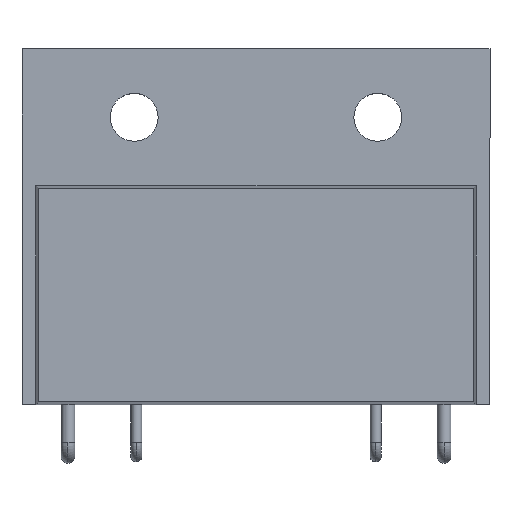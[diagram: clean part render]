
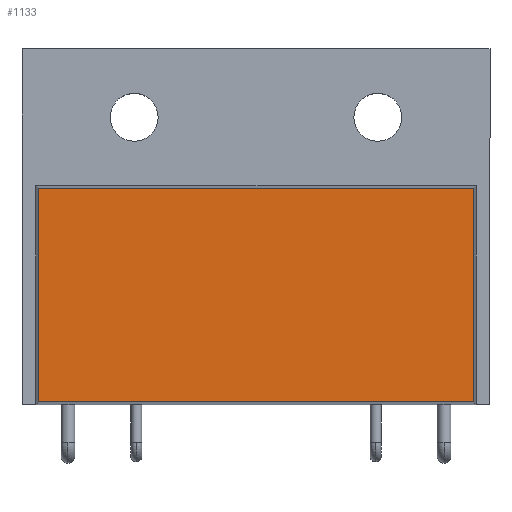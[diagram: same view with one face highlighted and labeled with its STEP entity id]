
A CAD part, top view. The second image highlights one B-rep face of the part: STEP entity #1133.
In plain terms, the highlighted planar face has unit normal (0, 0, 1).
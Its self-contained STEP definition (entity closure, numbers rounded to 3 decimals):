
#1003=CARTESIAN_POINT('',(15.9,3.965,5.33));
#1004=VERTEX_POINT('',#1003);
#1005=CARTESIAN_POINT('',(-15.9,3.965,5.33));
#1006=VERTEX_POINT('',#1005);
#1007=CARTESIAN_POINT('',(15.9,3.965,5.33));
#1008=DIRECTION('',(-1.0,0.0,0.0));
#1009=VECTOR('',#1008,31.8);
#1010=LINE('',#1007,#1009);
#1011=EDGE_CURVE('',#1004,#1006,#1010,.T.);
#1051=CARTESIAN_POINT('',(15.9,19.565,5.33));
#1052=VERTEX_POINT('',#1051);
#1059=CARTESIAN_POINT('',(15.9,19.565,5.33));
#1060=DIRECTION('',(0.0,-1.0,0.0));
#1061=VECTOR('',#1060,15.6);
#1062=LINE('',#1059,#1061);
#1063=EDGE_CURVE('',#1052,#1004,#1062,.T.);
#1074=CARTESIAN_POINT('',(-15.9,19.565,5.33));
#1075=VERTEX_POINT('',#1074);
#1076=CARTESIAN_POINT('',(-15.9,3.965,5.33));
#1077=DIRECTION('',(0.0,1.0,0.0));
#1078=VECTOR('',#1077,15.6);
#1079=LINE('',#1076,#1078);
#1080=EDGE_CURVE('',#1006,#1075,#1079,.T.);
#1112=CARTESIAN_POINT('',(-15.9,19.565,5.33));
#1113=DIRECTION('',(1.0,0.0,0.0));
#1114=VECTOR('',#1113,31.8);
#1115=LINE('',#1112,#1114);
#1116=EDGE_CURVE('',#1075,#1052,#1115,.T.);
#1122=CARTESIAN_POINT('',(16.1,3.765,5.33));
#1123=DIRECTION('',(0.0,0.0,1.0));
#1124=DIRECTION('',(0.0,-1.0,0.0));
#1125=AXIS2_PLACEMENT_3D('',#1122,#1123,#1124);
#1126=PLANE('',#1125);
#1127=ORIENTED_EDGE('',*,*,#1011,.F.);
#1128=ORIENTED_EDGE('',*,*,#1063,.F.);
#1129=ORIENTED_EDGE('',*,*,#1116,.F.);
#1130=ORIENTED_EDGE('',*,*,#1080,.F.);
#1131=EDGE_LOOP('',(#1127,#1128,#1129,#1130));
#1132=FACE_OUTER_BOUND('',#1131,.T.);
#1133=ADVANCED_FACE('',(#1132),#1126,.T.);
